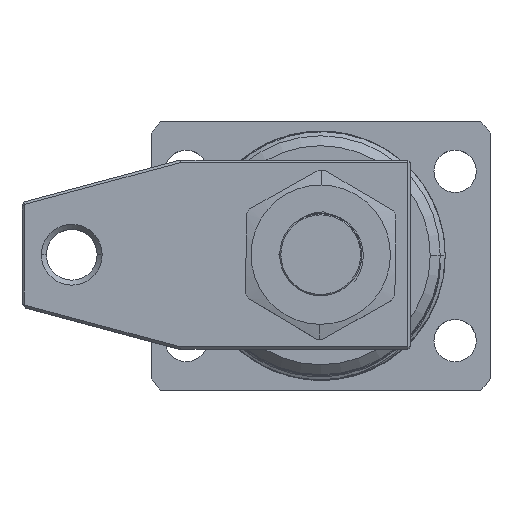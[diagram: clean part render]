
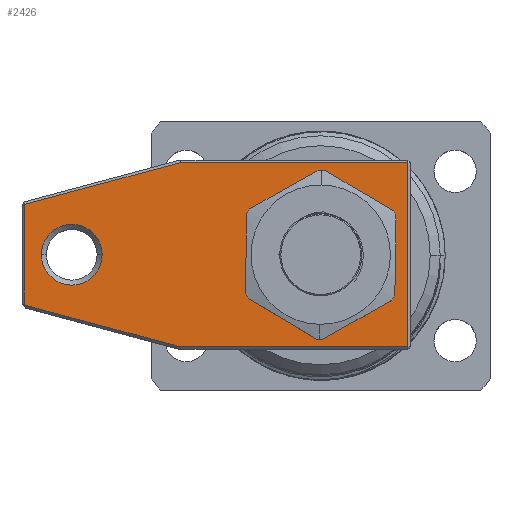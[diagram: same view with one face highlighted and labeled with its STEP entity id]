
A CAD part, top view. The second image highlights one B-rep face of the part: STEP entity #2426.
In plain terms, the highlighted planar face has unit normal (0, 0, 1).
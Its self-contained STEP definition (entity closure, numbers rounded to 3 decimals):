
#159 = CARTESIAN_POINT ( 'NONE',  ( -3.151, 0., 19. ) ) ;
#195 = DIRECTION ( 'NONE',  ( 0., 1., 0. ) ) ;
#207 = CARTESIAN_POINT ( 'NONE',  ( -41.151, 0., 19. ) ) ;
#324 = EDGE_CURVE ( 'NONE', #392, #2734, #7088, .T. ) ;
#330 = VERTEX_POINT ( 'NONE', #159 ) ;
#392 = VERTEX_POINT ( 'NONE', #8772 ) ;
#1044 = ORIENTED_EDGE ( 'NONE', *, *, #324, .T. ) ;
#1104 = DIRECTION ( 'NONE',  ( -1., 0., 0. ) ) ;
#1213 = EDGE_CURVE ( 'NONE', #2798, #3190, #9736, .T. ) ;
#1326 = CARTESIAN_POINT ( 'NONE',  ( -50.651, 10.116, 19. ) ) ;
#1498 = FACE_BOUND ( 'NONE', #8866, .T. ) ;
#1564 = CARTESIAN_POINT ( 'NONE',  ( -50.651, 0., 19. ) ) ;
#1770 = AXIS2_PLACEMENT_3D ( 'NONE', #4538, #10835, #5426 ) ;
#1933 = CARTESIAN_POINT ( 'NONE',  ( 20.849, 0., 19. ) ) ;
#1954 = VERTEX_POINT ( 'NONE', #5032 ) ;
#2155 = VECTOR ( 'NONE', #3850, 1000. ) ;
#2357 = VECTOR ( 'NONE', #7837, 1000. ) ;
#2426 = ADVANCED_FACE ( 'NONE', ( #9220, #1498, #3881 ), #2726, .F. ) ;
#2726 = PLANE ( 'NONE',  #1770 ) ;
#2734 = VERTEX_POINT ( 'NONE', #4755 ) ;
#2770 = EDGE_CURVE ( 'NONE', #3421, #8257, #9312, .T. ) ;
#2776 = ORIENTED_EDGE ( 'NONE', *, *, #7640, .T. ) ;
#2798 = VERTEX_POINT ( 'NONE', #4817 ) ;
#2839 = CARTESIAN_POINT ( 'NONE',  ( 26.349, 0., 19. ) ) ;
#2943 = LINE ( 'NONE', #5712, #7428 ) ;
#3027 = EDGE_LOOP ( 'NONE', ( #8333, #9087 ) ) ;
#3036 = VERTEX_POINT ( 'NONE', #1326 ) ;
#3190 = VERTEX_POINT ( 'NONE', #8654 ) ;
#3274 = AXIS2_PLACEMENT_3D ( 'NONE', #9245, #3863, #10150 ) ;
#3356 = ORIENTED_EDGE ( 'NONE', *, *, #5832, .F. ) ;
#3364 = DIRECTION ( 'NONE',  ( 0., 0., -1. ) ) ;
#3421 = VERTEX_POINT ( 'NONE', #8902 ) ;
#3513 = CIRCLE ( 'NONE', #3908, 6.1 ) ;
#3850 = DIRECTION ( 'NONE',  ( 0.966, -0.259, 0. ) ) ;
#3863 = DIRECTION ( 'NONE',  ( 0., 0., 1. ) ) ;
#3881 = FACE_BOUND ( 'NONE', #3027, .T. ) ;
#3908 = AXIS2_PLACEMENT_3D ( 'NONE', #207, #6463, #1104 ) ;
#4027 = VECTOR ( 'NONE', #4968, 1000. ) ;
#4303 = ORIENTED_EDGE ( 'NONE', *, *, #10427, .T. ) ;
#4538 = CARTESIAN_POINT ( 'NONE',  ( 0., 0., 19. ) ) ;
#4646 = DIRECTION ( 'NONE',  ( 0., 0., 1. ) ) ;
#4749 = LINE ( 'NONE', #1564, #2357 ) ;
#4755 = CARTESIAN_POINT ( 'NONE',  ( 26.349, 18.5, 19. ) ) ;
#4817 = CARTESIAN_POINT ( 'NONE',  ( -47.251, 0., 19. ) ) ;
#4855 = DIRECTION ( 'NONE',  ( -0.966, -0.259, 0. ) ) ;
#4968 = DIRECTION ( 'NONE',  ( 1., 0., 0. ) ) ;
#5032 = CARTESIAN_POINT ( 'NONE',  ( -19.362, 18.5, 19. ) ) ;
#5256 = EDGE_CURVE ( 'NONE', #3190, #2798, #3513, .T. ) ;
#5426 = DIRECTION ( 'NONE',  ( -1., 0., 0. ) ) ;
#5712 = CARTESIAN_POINT ( 'NONE',  ( 0., 18.5, 19. ) ) ;
#5765 = CARTESIAN_POINT ( 'NONE',  ( -5.922, 22.101, 19. ) ) ;
#5832 = EDGE_CURVE ( 'NONE', #9985, #330, #6998, .T. ) ;
#5884 = CARTESIAN_POINT ( 'NONE',  ( 0., -18.5, 19. ) ) ;
#6437 = LINE ( 'NONE', #5884, #4027 ) ;
#6445 = ORIENTED_EDGE ( 'NONE', *, *, #2770, .T. ) ;
#6463 = DIRECTION ( 'NONE',  ( 0., 0., -1. ) ) ;
#6545 = AXIS2_PLACEMENT_3D ( 'NONE', #8748, #3364, #9629 ) ;
#6744 = EDGE_CURVE ( 'NONE', #8257, #392, #6437, .T. ) ;
#6998 = CIRCLE ( 'NONE', #10923, 12. ) ;
#7088 = LINE ( 'NONE', #2839, #9193 ) ;
#7411 = LINE ( 'NONE', #5765, #9787 ) ;
#7428 = VECTOR ( 'NONE', #11117, 1000. ) ;
#7640 = EDGE_CURVE ( 'NONE', #1954, #3036, #7411, .T. ) ;
#7696 = EDGE_LOOP ( 'NONE', ( #8738, #2776, #4303, #6445, #9991, #1044 ) ) ;
#7837 = DIRECTION ( 'NONE',  ( 0., -1., 0. ) ) ;
#8257 = VERTEX_POINT ( 'NONE', #11322 ) ;
#8333 = ORIENTED_EDGE ( 'NONE', *, *, #5256, .T. ) ;
#8654 = CARTESIAN_POINT ( 'NONE',  ( -35.051, 0., 19. ) ) ;
#8738 = ORIENTED_EDGE ( 'NONE', *, *, #11506, .T. ) ;
#8748 = CARTESIAN_POINT ( 'NONE',  ( -41.151, 0., 19. ) ) ;
#8772 = CARTESIAN_POINT ( 'NONE',  ( 26.349, -18.5, 19. ) ) ;
#8866 = EDGE_LOOP ( 'NONE', ( #3356, #10974 ) ) ;
#8902 = CARTESIAN_POINT ( 'NONE',  ( -50.651, -10.116, 19. ) ) ;
#9087 = ORIENTED_EDGE ( 'NONE', *, *, #1213, .T. ) ;
#9193 = VECTOR ( 'NONE', #195, 1000. ) ;
#9220 = FACE_OUTER_BOUND ( 'NONE', #7696, .T. ) ;
#9245 = CARTESIAN_POINT ( 'NONE',  ( 8.849, 0., 19. ) ) ;
#9312 = LINE ( 'NONE', #10134, #2155 ) ;
#9367 = CIRCLE ( 'NONE', #3274, 12. ) ;
#9629 = DIRECTION ( 'NONE',  ( -1., 0., 0. ) ) ;
#9736 = CIRCLE ( 'NONE', #6545, 6.1 ) ;
#9787 = VECTOR ( 'NONE', #4855, 1000. ) ;
#9985 = VERTEX_POINT ( 'NONE', #1933 ) ;
#9991 = ORIENTED_EDGE ( 'NONE', *, *, #6744, .T. ) ;
#10022 = CARTESIAN_POINT ( 'NONE',  ( 8.849, 0., 19. ) ) ;
#10134 = CARTESIAN_POINT ( 'NONE',  ( -5.922, -22.101, 19. ) ) ;
#10150 = DIRECTION ( 'NONE',  ( 1., 0., 0. ) ) ;
#10427 = EDGE_CURVE ( 'NONE', #3036, #3421, #4749, .T. ) ;
#10760 = EDGE_CURVE ( 'NONE', #330, #9985, #9367, .T. ) ;
#10835 = DIRECTION ( 'NONE',  ( 0., 0., -1. ) ) ;
#10923 = AXIS2_PLACEMENT_3D ( 'NONE', #10022, #4646, #10942 ) ;
#10942 = DIRECTION ( 'NONE',  ( 1., 0., 0. ) ) ;
#10974 = ORIENTED_EDGE ( 'NONE', *, *, #10760, .F. ) ;
#11117 = DIRECTION ( 'NONE',  ( -1., 0., 0. ) ) ;
#11322 = CARTESIAN_POINT ( 'NONE',  ( -19.362, -18.5, 19. ) ) ;
#11506 = EDGE_CURVE ( 'NONE', #2734, #1954, #2943, .T. ) ;
